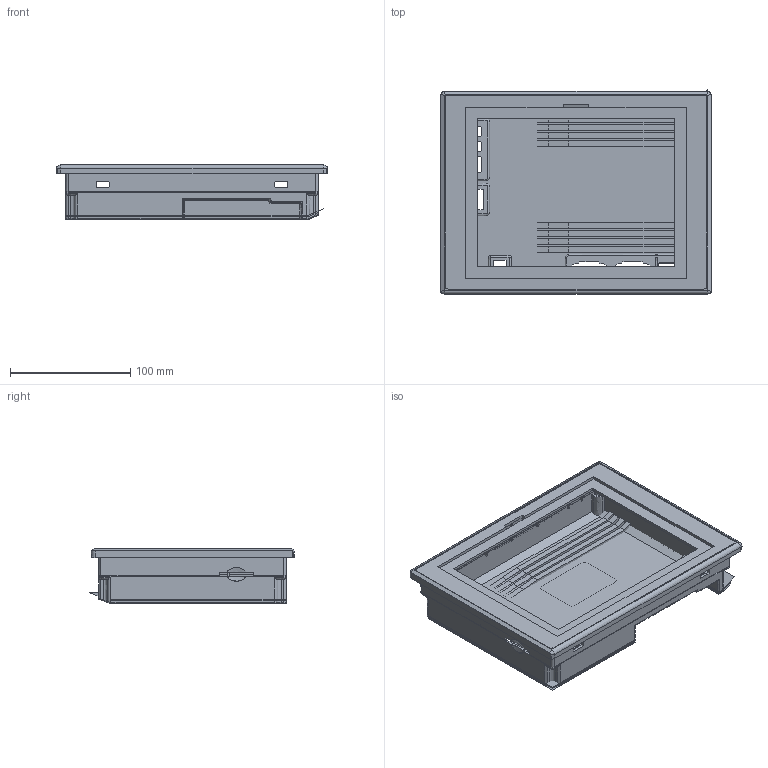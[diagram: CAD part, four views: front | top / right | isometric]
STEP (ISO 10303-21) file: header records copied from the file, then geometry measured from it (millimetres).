
FILE_DESCRIPTION(/* description */ (''),/* implementation_level */ '2;1');
FILE_NAME(/* name */ '8英寸',/* time_stamp */ '2020-12-25T11:04:48+08:00',/* author */ (''),/* organization */ (''),/* preprocessor_version */ 'ST-DEVELOPER v15',/* originating_system */ '',/* authorisation */ '');
FILE_SCHEMA (('AUTOMOTIVE_DESIGN'));
Length unit declared in the file: millimetre
Products named in the file (4): Document; HOUGAI_081112; TG865-SG-1401; 图块 03
Assembly tree (3 placements, depth 3):
  Document
    HOUGAI_081112
    TG865-SG-1401
      图块 03
Bounding box: 224.4 x 170.1 x 45.5 mm (x, y, z)
Volume: 103603.5 mm3; surface area: 271677.1 mm2
Topology: 1 solids, 8 shells, 1604 faces, 4347 edges, 2754 vertices
Faces by surface type: plane 822, bspline 782
Entity records: 67979 total; most frequent: CARTESIAN_POINT 41631, ORIENTED_EDGE 8558, EDGE_CURVE 4337, B_SPLINE_CURVE_WITH_KNOTS 3135, VERTEX_POINT 2754, EDGE_LOOP 1678, ADVANCED_FACE 1604, FACE_OUTER_BOUND 1604
